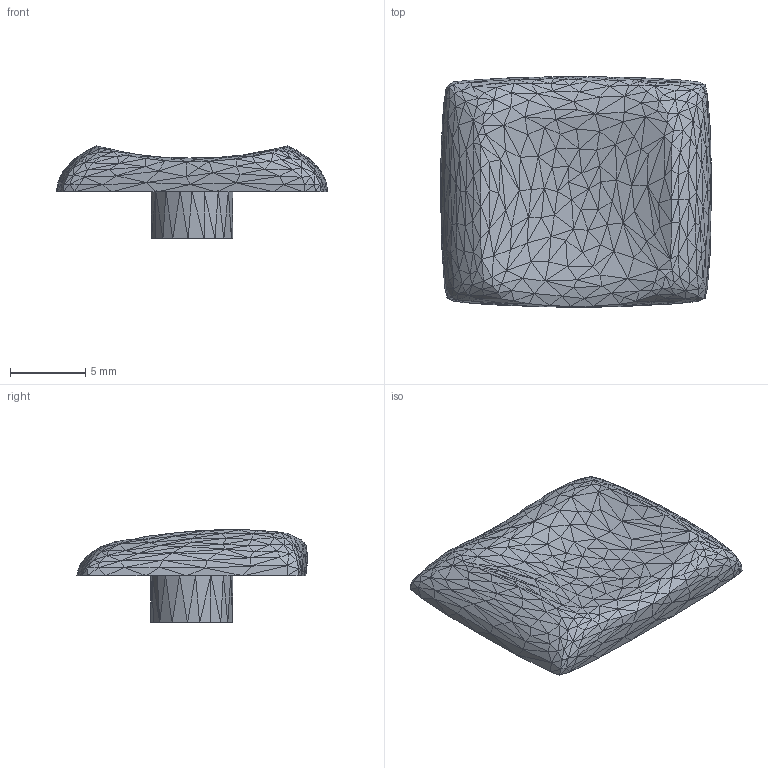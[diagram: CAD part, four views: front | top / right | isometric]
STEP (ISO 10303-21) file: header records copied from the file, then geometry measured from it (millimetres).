
FILE_DESCRIPTION(/* description */ (''),/* implementation_level */ '2;1');
FILE_NAME(/* name */ 'Keycap_MX-DES-minY-minZ-R3.step',/* time_stamp */ '2024-04-27T16:34:31+02:00',/* author */ (''),/* organization */ (''),/* preprocessor_version */ 'ST-DEVELOPER v20',/* originating_system */ 'Autodesk Translation Framework v12.20.1.177',/* authorisation */ '');
FILE_SCHEMA (('AUTOMOTIVE_DESIGN { 1 0 10303 214 3 1 1 }'));
Length unit declared in the file: millimetre
Products named in the file (1): keycap-mx-des-miny-minz-r3
Bounding box: 18.04 x 15.35 x 6.16 mm (x, y, z)
Volume: 549.1 mm3; surface area: 728.1 mm2
Topology: 1 solids, 1 shells, 832 faces, 1248 edges, 418 vertices
Faces by surface type: plane 832
Entity records: 16276 total; most frequent: DIRECTION 2914, CARTESIAN_POINT 2499, ORIENTED_EDGE 2496, LINE 1248, VECTOR 1248, EDGE_CURVE 1248, AXIS2_PLACEMENT_3D 833, FACE_OUTER_BOUND 832
